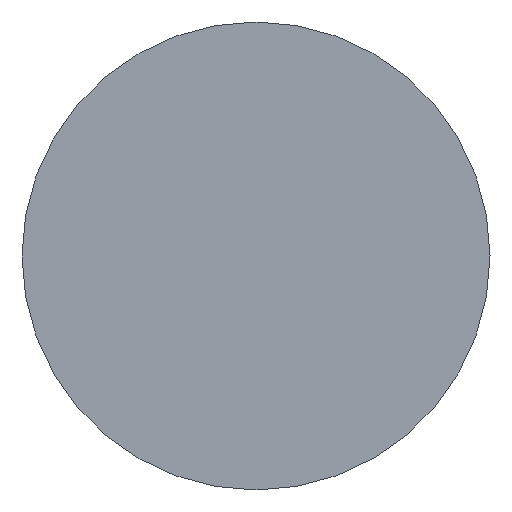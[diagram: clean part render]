
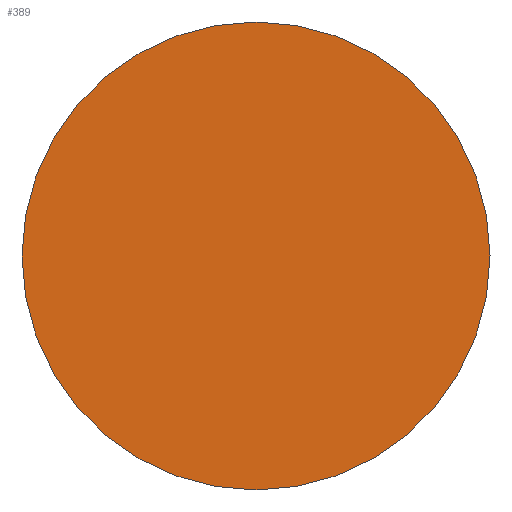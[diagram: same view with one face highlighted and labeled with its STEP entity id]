
A CAD part, front view. The second image highlights one B-rep face of the part: STEP entity #389.
In plain terms, the highlighted planar face has unit normal (0, -1, 0).
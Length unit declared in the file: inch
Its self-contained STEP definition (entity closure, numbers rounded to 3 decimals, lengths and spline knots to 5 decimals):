
#27 = DIRECTION ( 'NONE',  ( 0., 0., -1. ) ) ;
#33 = EDGE_CURVE ( 'NONE', #152, #459, #256, .T. ) ;
#35 = ORIENTED_EDGE ( 'NONE', *, *, #33, .T. ) ;
#55 = AXIS2_PLACEMENT_3D ( 'NONE', #301, #266, #130 ) ;
#64 = DIRECTION ( 'NONE',  ( 0., 0., -1. ) ) ;
#99 = AXIS2_PLACEMENT_3D ( 'NONE', #175, #103, #27 ) ;
#103 = DIRECTION ( 'NONE',  ( 0., -1., 0. ) ) ;
#130 = DIRECTION ( 'NONE',  ( 0., 0., -1. ) ) ;
#152 = VERTEX_POINT ( 'NONE', #316 ) ;
#171 = AXIS2_PLACEMENT_3D ( 'NONE', #348, #345, #64 ) ;
#175 = CARTESIAN_POINT ( 'NONE',  ( 0., 0., 0. ) ) ;
#192 = FACE_OUTER_BOUND ( 'NONE', #303, .T. ) ;
#219 = EDGE_CURVE ( 'NONE', #459, #152, #409, .T. ) ;
#236 = CARTESIAN_POINT ( 'NONE',  ( 0., 0., -0.25 ) ) ;
#256 = CIRCLE ( 'NONE', #99, 0.25 ) ;
#266 = DIRECTION ( 'NONE',  ( 0., -1., 0. ) ) ;
#301 = CARTESIAN_POINT ( 'NONE',  ( 0., 0., 0. ) ) ;
#303 = EDGE_LOOP ( 'NONE', ( #368, #35 ) ) ;
#316 = CARTESIAN_POINT ( 'NONE',  ( 0., 0., 0.25 ) ) ;
#345 = DIRECTION ( 'NONE',  ( 0., -1., 0. ) ) ;
#348 = CARTESIAN_POINT ( 'NONE',  ( 0., 0., 0. ) ) ;
#368 = ORIENTED_EDGE ( 'NONE', *, *, #219, .T. ) ;
#370 = PLANE ( 'NONE',  #171 ) ;
#389 = ADVANCED_FACE ( 'NONE', ( #192 ), #370, .T. ) ;
#409 = CIRCLE ( 'NONE', #55, 0.25 ) ;
#459 = VERTEX_POINT ( 'NONE', #236 ) ;
